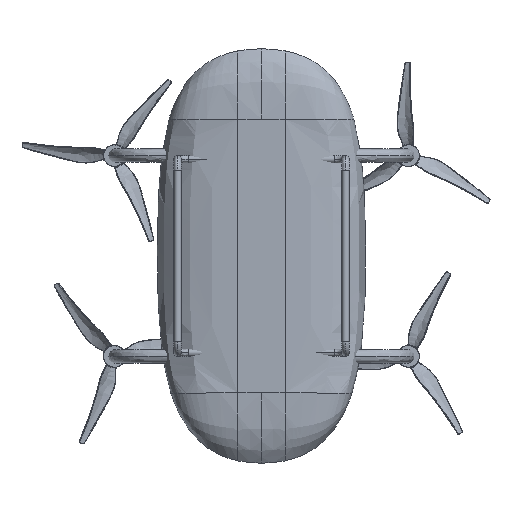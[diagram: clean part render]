
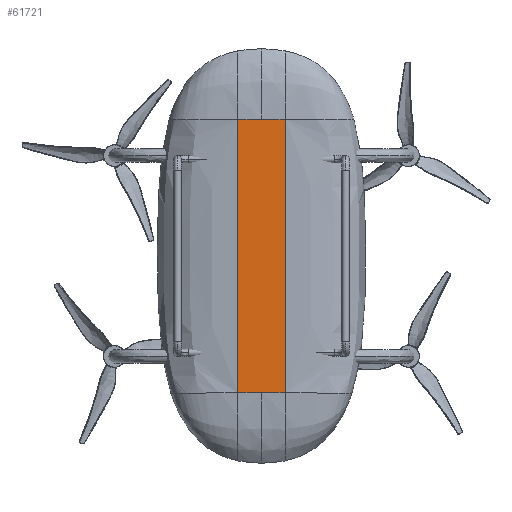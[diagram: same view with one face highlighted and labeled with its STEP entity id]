
A CAD part, front view. The second image highlights one B-rep face of the part: STEP entity #61721.
In plain terms, the highlighted free-form (B-spline) face has degree [1, 1] with [2, 2] control points.
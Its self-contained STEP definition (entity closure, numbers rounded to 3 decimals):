
#61013 = EDGE_CURVE('',#61014,#61016,#61018,.T.);
#61014 = VERTEX_POINT('',#61015);
#61015 = CARTESIAN_POINT('',(22.503,-40.99,
    -45.177));
#61016 = VERTEX_POINT('',#61017);
#61017 = CARTESIAN_POINT('',(30.509,-40.99,
    -45.177));
#61018 = B_SPLINE_CURVE_WITH_KNOTS('',1,(#61019,#61020),.UNSPECIFIED.,
  .F.,.F.,(2,2),(-6.5,0.),.PIECEWISE_BEZIER_KNOTS.);
#61019 = CARTESIAN_POINT('',(22.503,-40.99,
    -45.177));
#61020 = CARTESIAN_POINT('',(30.509,-40.99,
    -45.177));
#61070 = VERTEX_POINT('',#61071);
#61071 = CARTESIAN_POINT('',(30.509,-40.99,
    47.212));
#61080 = VERTEX_POINT('',#61081);
#61081 = CARTESIAN_POINT('',(22.502,-40.99,
    47.212));
#61088 = EDGE_CURVE('',#61070,#61080,#61089,.T.);
#61089 = B_SPLINE_CURVE_WITH_KNOTS('',1,(#61090,#61091),.UNSPECIFIED.,
  .F.,.F.,(2,2),(0.,6.5),.PIECEWISE_BEZIER_KNOTS.);
#61090 = CARTESIAN_POINT('',(30.509,-40.99,
    47.212));
#61091 = CARTESIAN_POINT('',(22.502,-40.99,
    47.212));
#61298 = EDGE_CURVE('',#61014,#61080,#61299,.T.);
#61299 = B_SPLINE_CURVE_WITH_KNOTS('',1,(#61300,#61301),.UNSPECIFIED.,
  .F.,.F.,(2,2),(-37.5,37.5),
  .PIECEWISE_BEZIER_KNOTS.);
#61300 = CARTESIAN_POINT('',(22.503,-40.99,
    -45.177));
#61301 = CARTESIAN_POINT('',(22.502,-40.99,
    47.212));
#61462 = VERTEX_POINT('',#61463);
#61463 = CARTESIAN_POINT('',(38.516,-40.99,
    -45.177));
#61470 = EDGE_CURVE('',#61462,#61016,#61471,.T.);
#61471 = B_SPLINE_CURVE_WITH_KNOTS('',1,(#61472,#61473),.UNSPECIFIED.,
  .F.,.F.,(2,2),(-6.5,0.),.PIECEWISE_BEZIER_KNOTS.);
#61472 = CARTESIAN_POINT('',(38.516,-40.99,
    -45.177));
#61473 = CARTESIAN_POINT('',(30.509,-40.99,
    -45.177));
#61507 = EDGE_CURVE('',#61070,#61508,#61510,.T.);
#61508 = VERTEX_POINT('',#61509);
#61509 = CARTESIAN_POINT('',(38.517,-40.99,
    47.212));
#61510 = B_SPLINE_CURVE_WITH_KNOTS('',1,(#61511,#61512),.UNSPECIFIED.,
  .F.,.F.,(2,2),(0.,6.5),.PIECEWISE_BEZIER_KNOTS.);
#61511 = CARTESIAN_POINT('',(30.509,-40.99,
    47.212));
#61512 = CARTESIAN_POINT('',(38.517,-40.99,
    47.212));
#61721 = ADVANCED_FACE('',(#61722),#61734,.F.);
#61722 = FACE_BOUND('',#61723,.T.);
#61723 = EDGE_LOOP('',(#61724,#61725,#61726,#61727,#61728,#61729));
#61724 = ORIENTED_EDGE('',*,*,#61470,.T.);
#61725 = ORIENTED_EDGE('',*,*,#61013,.F.);
#61726 = ORIENTED_EDGE('',*,*,#61298,.T.);
#61727 = ORIENTED_EDGE('',*,*,#61088,.F.);
#61728 = ORIENTED_EDGE('',*,*,#61507,.T.);
#61729 = ORIENTED_EDGE('',*,*,#61730,.F.);
#61730 = EDGE_CURVE('',#61462,#61508,#61731,.T.);
#61731 = B_SPLINE_CURVE_WITH_KNOTS('',1,(#61732,#61733),.UNSPECIFIED.,
  .F.,.F.,(2,2),(-37.5,37.5),
  .PIECEWISE_BEZIER_KNOTS.);
#61732 = CARTESIAN_POINT('',(38.516,-40.99,
    -45.177));
#61733 = CARTESIAN_POINT('',(38.517,-40.99,
    47.212));
#61734 = B_SPLINE_SURFACE_WITH_KNOTS('',1,1,(
    (#61735,#61736)
    ,(#61737,#61738
    )),.UNSPECIFIED.,.F.,.F.,.F.,(2,2),(2,2),(-37.5,
    37.5),(-6.5,6.5),
  .PIECEWISE_BEZIER_KNOTS.);
#61735 = CARTESIAN_POINT('',(22.502,-40.99,
    47.212));
#61736 = CARTESIAN_POINT('',(38.517,-40.99,
    47.212));
#61737 = CARTESIAN_POINT('',(22.502,-40.99,
    -45.177));
#61738 = CARTESIAN_POINT('',(38.517,-40.99,
    -45.177));
